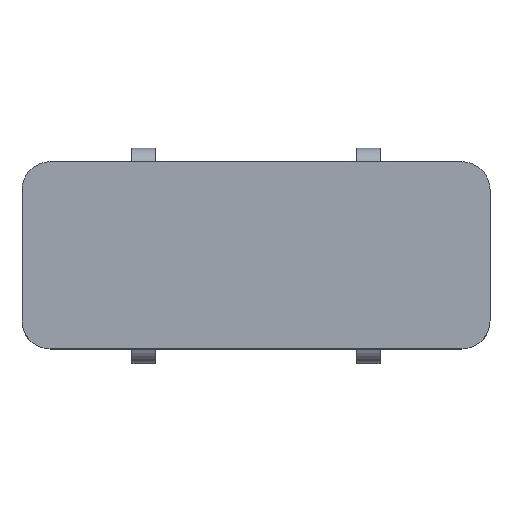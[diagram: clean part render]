
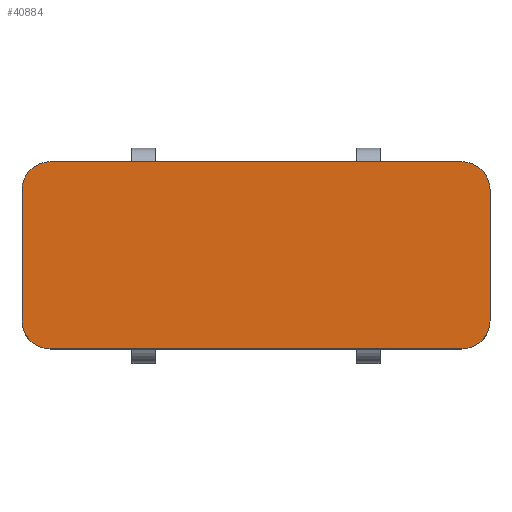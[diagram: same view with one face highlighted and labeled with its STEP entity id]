
A CAD part, top view. The second image highlights one B-rep face of the part: STEP entity #40884.
In plain terms, the highlighted face is planar.
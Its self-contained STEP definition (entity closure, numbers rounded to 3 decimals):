
#39343=CARTESIAN_POINT('',(4.4,1.,-1.4));
#39344=DIRECTION('',(0.,1.,0.));
#39345=DIRECTION('',(1.,0.,0.));
#39346=AXIS2_PLACEMENT_3D('',#39343,#39344,#39345);
#39348=DIRECTION('',(0.,0.,-1.));
#39349=VECTOR('',#39348,2.8);
#39350=CARTESIAN_POINT('',(5.,1.,1.4));
#39351=LINE('',#39350,#39349);
#39352=CARTESIAN_POINT('',(4.4,1.,1.4));
#39353=DIRECTION('',(0.,1.,0.));
#39354=DIRECTION('',(0.,0.,1.));
#39355=AXIS2_PLACEMENT_3D('',#39352,#39353,#39354);
#39357=DIRECTION('',(1.,0.,0.));
#39358=VECTOR('',#39357,8.8);
#39359=CARTESIAN_POINT('',(-4.4,1.,2.));
#39360=LINE('',#39359,#39358);
#39361=CARTESIAN_POINT('',(-4.4,1.,1.4));
#39362=DIRECTION('',(0.,1.,0.));
#39363=DIRECTION('',(-1.,0.,0.));
#39364=AXIS2_PLACEMENT_3D('',#39361,#39362,#39363);
#39366=DIRECTION('',(0.,0.,1.));
#39367=VECTOR('',#39366,2.8);
#39368=CARTESIAN_POINT('',(-5.,1.,-1.4));
#39369=LINE('',#39368,#39367);
#39370=CARTESIAN_POINT('',(-4.4,1.,-1.4));
#39371=DIRECTION('',(0.,1.,0.));
#39372=DIRECTION('',(0.,0.,-1.));
#39373=AXIS2_PLACEMENT_3D('',#39370,#39371,#39372);
#39375=DIRECTION('',(-1.,0.,0.));
#39376=VECTOR('',#39375,8.8);
#39377=CARTESIAN_POINT('',(4.4,1.,-2.));
#39378=LINE('',#39377,#39376);
#39479=CARTESIAN_POINT('',(5.,1.,-1.4));
#39480=VERTEX_POINT('',#39479);
#39481=CARTESIAN_POINT('',(4.4,1.,-2.));
#39482=VERTEX_POINT('',#39481);
#39487=CARTESIAN_POINT('',(4.4,1.,2.));
#39488=VERTEX_POINT('',#39487);
#39489=CARTESIAN_POINT('',(5.,1.,1.4));
#39490=VERTEX_POINT('',#39489);
#39495=CARTESIAN_POINT('',(-4.4,1.,-2.));
#39496=VERTEX_POINT('',#39495);
#39497=CARTESIAN_POINT('',(-5.,1.,-1.4));
#39498=VERTEX_POINT('',#39497);
#39503=CARTESIAN_POINT('',(-5.,1.,1.4));
#39504=VERTEX_POINT('',#39503);
#39505=CARTESIAN_POINT('',(-4.4,1.,2.));
#39506=VERTEX_POINT('',#39505);
#40869=CARTESIAN_POINT('',(0.,1.,0.));
#40870=DIRECTION('',(0.,1.,0.));
#40871=DIRECTION('',(1.,0.,0.));
#40872=AXIS2_PLACEMENT_3D('',#40869,#40870,#40871);
#40873=PLANE('',#40872);
#40874=ORIENTED_EDGE('',*,*,#40765,.F.);
#40875=ORIENTED_EDGE('',*,*,#40781,.F.);
#40876=ORIENTED_EDGE('',*,*,#40794,.F.);
#40877=ORIENTED_EDGE('',*,*,#40809,.F.);
#40878=ORIENTED_EDGE('',*,*,#40822,.F.);
#40879=ORIENTED_EDGE('',*,*,#40835,.F.);
#40880=ORIENTED_EDGE('',*,*,#40850,.F.);
#40881=ORIENTED_EDGE('',*,*,#40862,.F.);
#40882=EDGE_LOOP('',(#40874,#40875,#40876,#40877,#40878,#40879,#40880,#40881));
#40883=FACE_OUTER_BOUND('',#40882,.F.);
#39347=CIRCLE('',#39346,0.6);
#39356=CIRCLE('',#39355,0.6);
#39365=CIRCLE('',#39364,0.6);
#39374=CIRCLE('',#39373,0.6);
#40765=EDGE_CURVE('',#39480,#39482,#39347,.T.);
#40781=EDGE_CURVE('',#39490,#39480,#39351,.T.);
#40794=EDGE_CURVE('',#39488,#39490,#39356,.T.);
#40809=EDGE_CURVE('',#39506,#39488,#39360,.T.);
#40822=EDGE_CURVE('',#39504,#39506,#39365,.T.);
#40835=EDGE_CURVE('',#39498,#39504,#39369,.T.);
#40850=EDGE_CURVE('',#39496,#39498,#39374,.T.);
#40862=EDGE_CURVE('',#39482,#39496,#39378,.T.);
#40884=ADVANCED_FACE('',(#40883),#40873,.T.);
